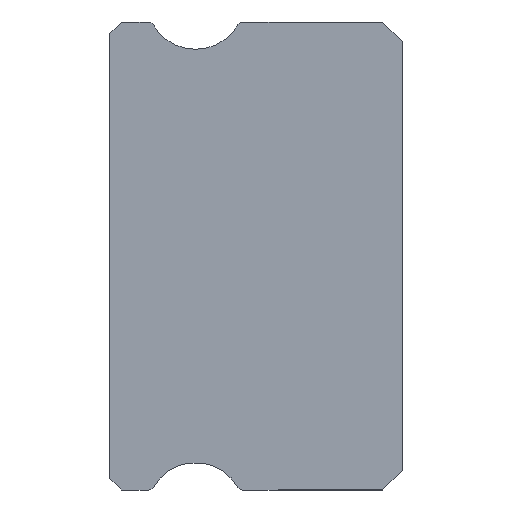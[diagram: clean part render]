
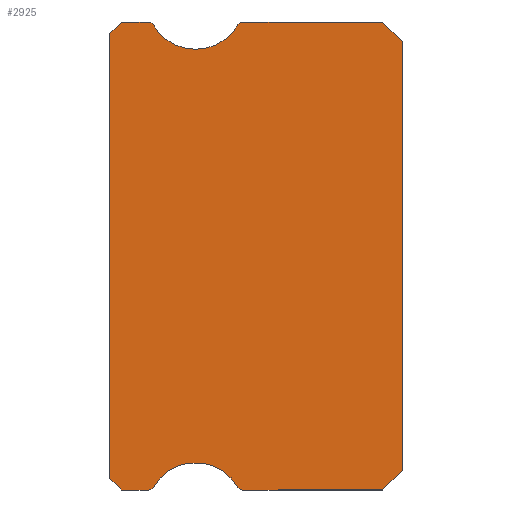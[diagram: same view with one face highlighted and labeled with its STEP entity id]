
A CAD part, left-side view. The second image highlights one B-rep face of the part: STEP entity #2925.
In plain terms, the highlighted planar face has unit normal (-1, 0, 0).
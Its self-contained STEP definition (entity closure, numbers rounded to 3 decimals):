
#19 = LINE ( 'NONE', #2178, #1232 ) ;
#85 = CARTESIAN_POINT ( 'NONE',  ( -10., 6.512, -6. ) ) ;
#176 = EDGE_LOOP ( 'NONE', ( #2425, #3892, #5144, #2149, #4973, #973, #4604, #2984, #3644, #4267, #1996, #1636, #603, #4582, #833, #5453, #3055 ) ) ;
#262 = AXIS2_PLACEMENT_3D ( 'NONE', #1154, #2834, #1491 ) ;
#265 = DIRECTION ( 'NONE',  ( 0., 1., 0. ) ) ;
#298 = LINE ( 'NONE', #1481, #3792 ) ;
#428 = CARTESIAN_POINT ( 'NONE',  ( -10., 7.5, 5.7 ) ) ;
#581 = DIRECTION ( 'NONE',  ( 0., 0., -1. ) ) ;
#603 = ORIENTED_EDGE ( 'NONE', *, *, #2501, .F. ) ;
#692 = DIRECTION ( 'NONE',  ( 1., 0., 0. ) ) ;
#720 = VERTEX_POINT ( 'NONE', #4905 ) ;
#740 = CARTESIAN_POINT ( 'NONE',  ( -10., 0.5, 6. ) ) ;
#750 = EDGE_CURVE ( 'NONE', #2806, #4401, #2452, .T. ) ;
#808 = VERTEX_POINT ( 'NONE', #1574 ) ;
#825 = CARTESIAN_POINT ( 'NONE',  ( -10., 0.5, 6. ) ) ;
#833 = ORIENTED_EDGE ( 'NONE', *, *, #4274, .F. ) ;
#839 = LINE ( 'NONE', #2066, #3948 ) ;
#901 = DIRECTION ( 'NONE',  ( 0., 0., -1. ) ) ;
#973 = ORIENTED_EDGE ( 'NONE', *, *, #4451, .F. ) ;
#990 = VECTOR ( 'NONE', #4650, 1000. ) ;
#991 = VECTOR ( 'NONE', #5175, 1000. ) ;
#1074 = LINE ( 'NONE', #3995, #5248 ) ;
#1154 = CARTESIAN_POINT ( 'NONE',  ( -10., 6.512, 5.85 ) ) ;
#1160 = VECTOR ( 'NONE', #2513, 1000. ) ;
#1229 = LINE ( 'NONE', #825, #1160 ) ;
#1232 = VECTOR ( 'NONE', #5445, 1000. ) ;
#1233 = EDGE_CURVE ( 'NONE', #808, #3633, #4193, .T. ) ;
#1266 = CIRCLE ( 'NONE', #4703, 0.15 ) ;
#1358 = DIRECTION ( 'NONE',  ( 0., 0., -1. ) ) ;
#1384 = EDGE_CURVE ( 'NONE', #2678, #2859, #2277, .T. ) ;
#1395 = CARTESIAN_POINT ( 'NONE',  ( -10., 7.5, -5.7 ) ) ;
#1408 = DIRECTION ( 'NONE',  ( -1., 0., 0. ) ) ;
#1481 = CARTESIAN_POINT ( 'NONE',  ( -10., 6.512, 6. ) ) ;
#1491 = DIRECTION ( 'NONE',  ( 0., 0., -1. ) ) ;
#1492 = DIRECTION ( 'NONE',  ( 1., 0., 0. ) ) ;
#1535 = VECTOR ( 'NONE', #5438, 1000. ) ;
#1574 = CARTESIAN_POINT ( 'NONE',  ( -10., 7.2, -6. ) ) ;
#1600 = CIRCLE ( 'NONE', #3079, 0.15 ) ;
#1636 = ORIENTED_EDGE ( 'NONE', *, *, #1725, .F. ) ;
#1725 = EDGE_CURVE ( 'NONE', #4713, #1863, #298, .T. ) ;
#1808 = AXIS2_PLACEMENT_3D ( 'NONE', #1859, #4388, #2307 ) ;
#1859 = CARTESIAN_POINT ( 'NONE',  ( -10., 5.3, 6.55 ) ) ;
#1863 = VERTEX_POINT ( 'NONE', #740 ) ;
#1880 = CARTESIAN_POINT ( 'NONE',  ( -10., 0., 5.5 ) ) ;
#1882 = VERTEX_POINT ( 'NONE', #5241 ) ;
#1987 = AXIS2_PLACEMENT_3D ( 'NONE', #5192, #1408, #1358 ) ;
#1996 = ORIENTED_EDGE ( 'NONE', *, *, #2640, .F. ) ;
#2066 = CARTESIAN_POINT ( 'NONE',  ( -10., 7.5, 5.85 ) ) ;
#2112 = CARTESIAN_POINT ( 'NONE',  ( -10., 6.512, -6. ) ) ;
#2145 = VECTOR ( 'NONE', #265, 1000. ) ;
#2149 = ORIENTED_EDGE ( 'NONE', *, *, #1233, .T. ) ;
#2178 = CARTESIAN_POINT ( 'NONE',  ( -10., 0., -5.5 ) ) ;
#2236 = CARTESIAN_POINT ( 'NONE',  ( -10., 0., -5.5 ) ) ;
#2250 = EDGE_CURVE ( 'NONE', #1882, #3615, #3344, .T. ) ;
#2277 = LINE ( 'NONE', #3011, #991 ) ;
#2289 = CARTESIAN_POINT ( 'NONE',  ( -10., 4.088, 5.85 ) ) ;
#2307 = DIRECTION ( 'NONE',  ( 0., 0., -1. ) ) ;
#2369 = EDGE_CURVE ( 'NONE', #5396, #808, #4290, .T. ) ;
#2425 = ORIENTED_EDGE ( 'NONE', *, *, #3057, .T. ) ;
#2452 = LINE ( 'NONE', #2470, #2145 ) ;
#2470 = CARTESIAN_POINT ( 'NONE',  ( -10., 7.2, 6. ) ) ;
#2481 = DIRECTION ( 'NONE',  ( 1., 0., 0. ) ) ;
#2501 = EDGE_CURVE ( 'NONE', #3615, #4713, #1600, .T. ) ;
#2513 = DIRECTION ( 'NONE',  ( 0., -0.707, -0.707 ) ) ;
#2640 = EDGE_CURVE ( 'NONE', #1863, #2859, #1229, .T. ) ;
#2678 = VERTEX_POINT ( 'NONE', #2236 ) ;
#2806 = VERTEX_POINT ( 'NONE', #3851 ) ;
#2834 = DIRECTION ( 'NONE',  ( 1., 0., 0. ) ) ;
#2859 = VERTEX_POINT ( 'NONE', #1880 ) ;
#2873 = VERTEX_POINT ( 'NONE', #3195 ) ;
#2914 = CARTESIAN_POINT ( 'NONE',  ( -10., 4.088, -6. ) ) ;
#2925 = ADVANCED_FACE ( 'NONE', ( #4376 ), #3990, .F. ) ;
#2935 = CIRCLE ( 'NONE', #4344, 0.15 ) ;
#2984 = ORIENTED_EDGE ( 'NONE', *, *, #4550, .F. ) ;
#2985 = VECTOR ( 'NONE', #3447, 1000. ) ;
#3011 = CARTESIAN_POINT ( 'NONE',  ( -10., 0., 5.5 ) ) ;
#3021 = LINE ( 'NONE', #428, #990 ) ;
#3051 = EDGE_CURVE ( 'NONE', #2678, #2873, #19, .T. ) ;
#3055 = ORIENTED_EDGE ( 'NONE', *, *, #750, .T. ) ;
#3057 = EDGE_CURVE ( 'NONE', #4401, #3659, #3021, .T. ) ;
#3079 = AXIS2_PLACEMENT_3D ( 'NONE', #2289, #1492, #581 ) ;
#3158 = DIRECTION ( 'NONE',  ( 0., -1., 0. ) ) ;
#3195 = CARTESIAN_POINT ( 'NONE',  ( -10., 0.5, -6. ) ) ;
#3328 = DIRECTION ( 'NONE',  ( -1., 0., 0. ) ) ;
#3344 = CIRCLE ( 'NONE', #5377, 1.25 ) ;
#3346 = CARTESIAN_POINT ( 'NONE',  ( -10., 4.088, 6. ) ) ;
#3447 = DIRECTION ( 'NONE',  ( 0., -0.707, -0.707 ) ) ;
#3615 = VERTEX_POINT ( 'NONE', #4743 ) ;
#3633 = VERTEX_POINT ( 'NONE', #85 ) ;
#3644 = ORIENTED_EDGE ( 'NONE', *, *, #3051, .F. ) ;
#3650 = CARTESIAN_POINT ( 'NONE',  ( -10., 6.383, -5.925 ) ) ;
#3659 = VERTEX_POINT ( 'NONE', #4661 ) ;
#3792 = VECTOR ( 'NONE', #3158, 1000. ) ;
#3815 = CIRCLE ( 'NONE', #1987, 1.25 ) ;
#3851 = CARTESIAN_POINT ( 'NONE',  ( -10., 6.512, 6. ) ) ;
#3855 = CARTESIAN_POINT ( 'NONE',  ( -10., 7.2, -6. ) ) ;
#3857 = DIRECTION ( 'NONE',  ( 0., 0., -1. ) ) ;
#3868 = VERTEX_POINT ( 'NONE', #4983 ) ;
#3881 = CARTESIAN_POINT ( 'NONE',  ( -10., 4.088, -5.85 ) ) ;
#3892 = ORIENTED_EDGE ( 'NONE', *, *, #5303, .F. ) ;
#3932 = CARTESIAN_POINT ( 'NONE',  ( -10., 6.512, 5.85 ) ) ;
#3948 = VECTOR ( 'NONE', #4198, 1000. ) ;
#3990 = PLANE ( 'NONE',  #4870 ) ;
#3995 = CARTESIAN_POINT ( 'NONE',  ( -10., 6.512, -6. ) ) ;
#4166 = CIRCLE ( 'NONE', #1808, 1.25 ) ;
#4193 = LINE ( 'NONE', #2112, #1535 ) ;
#4198 = DIRECTION ( 'NONE',  ( 0., 0., 1. ) ) ;
#4267 = ORIENTED_EDGE ( 'NONE', *, *, #1384, .T. ) ;
#4271 = DIRECTION ( 'NONE',  ( 1., 0., 0. ) ) ;
#4274 = EDGE_CURVE ( 'NONE', #720, #1882, #4166, .T. ) ;
#4290 = LINE ( 'NONE', #3855, #2985 ) ;
#4344 = AXIS2_PLACEMENT_3D ( 'NONE', #5010, #2481, #901 ) ;
#4376 = FACE_OUTER_BOUND ( 'NONE', #176, .T. ) ;
#4381 = DIRECTION ( 'NONE',  ( 0., 1., 0. ) ) ;
#4388 = DIRECTION ( 'NONE',  ( -1., 0., 0. ) ) ;
#4400 = DIRECTION ( 'NONE',  ( 0., 0., -1. ) ) ;
#4401 = VERTEX_POINT ( 'NONE', #4772 ) ;
#4435 = EDGE_CURVE ( 'NONE', #4991, #3868, #1266, .T. ) ;
#4451 = EDGE_CURVE ( 'NONE', #3868, #4564, #3815, .T. ) ;
#4550 = EDGE_CURVE ( 'NONE', #2873, #4991, #1074, .T. ) ;
#4564 = VERTEX_POINT ( 'NONE', #3650 ) ;
#4582 = ORIENTED_EDGE ( 'NONE', *, *, #2250, .F. ) ;
#4604 = ORIENTED_EDGE ( 'NONE', *, *, #4435, .F. ) ;
#4650 = DIRECTION ( 'NONE',  ( 0., 0.707, -0.707 ) ) ;
#4661 = CARTESIAN_POINT ( 'NONE',  ( -10., 7.5, 5.7 ) ) ;
#4703 = AXIS2_PLACEMENT_3D ( 'NONE', #3881, #4271, #3857 ) ;
#4713 = VERTEX_POINT ( 'NONE', #3346 ) ;
#4743 = CARTESIAN_POINT ( 'NONE',  ( -10., 4.217, 5.925 ) ) ;
#4772 = CARTESIAN_POINT ( 'NONE',  ( -10., 7.2, 6. ) ) ;
#4870 = AXIS2_PLACEMENT_3D ( 'NONE', #3932, #692, #4400 ) ;
#4905 = CARTESIAN_POINT ( 'NONE',  ( -10., 6.383, 5.925 ) ) ;
#4969 = EDGE_CURVE ( 'NONE', #4564, #3633, #2935, .T. ) ;
#4973 = ORIENTED_EDGE ( 'NONE', *, *, #4969, .F. ) ;
#4983 = CARTESIAN_POINT ( 'NONE',  ( -10., 4.217, -5.925 ) ) ;
#4991 = VERTEX_POINT ( 'NONE', #2914 ) ;
#5010 = CARTESIAN_POINT ( 'NONE',  ( -10., 6.512, -5.85 ) ) ;
#5144 = ORIENTED_EDGE ( 'NONE', *, *, #2369, .T. ) ;
#5175 = DIRECTION ( 'NONE',  ( 0., 0., 1. ) ) ;
#5182 = EDGE_CURVE ( 'NONE', #2806, #720, #5375, .T. ) ;
#5192 = CARTESIAN_POINT ( 'NONE',  ( -10., 5.3, -6.55 ) ) ;
#5241 = CARTESIAN_POINT ( 'NONE',  ( -10., 5.3, 5.3 ) ) ;
#5248 = VECTOR ( 'NONE', #4381, 1000. ) ;
#5303 = EDGE_CURVE ( 'NONE', #5396, #3659, #839, .T. ) ;
#5362 = DIRECTION ( 'NONE',  ( 0., 0., -1. ) ) ;
#5375 = CIRCLE ( 'NONE', #262, 0.15 ) ;
#5377 = AXIS2_PLACEMENT_3D ( 'NONE', #5433, #3328, #5362 ) ;
#5396 = VERTEX_POINT ( 'NONE', #1395 ) ;
#5433 = CARTESIAN_POINT ( 'NONE',  ( -10., 5.3, 6.55 ) ) ;
#5438 = DIRECTION ( 'NONE',  ( 0., -1., 0. ) ) ;
#5445 = DIRECTION ( 'NONE',  ( 0., 0.707, -0.707 ) ) ;
#5453 = ORIENTED_EDGE ( 'NONE', *, *, #5182, .F. ) ;
